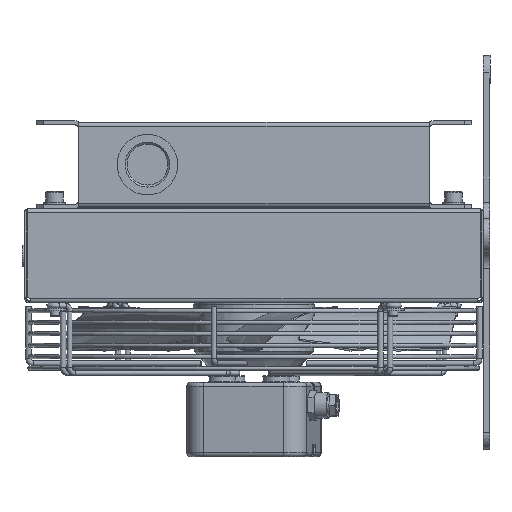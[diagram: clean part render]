
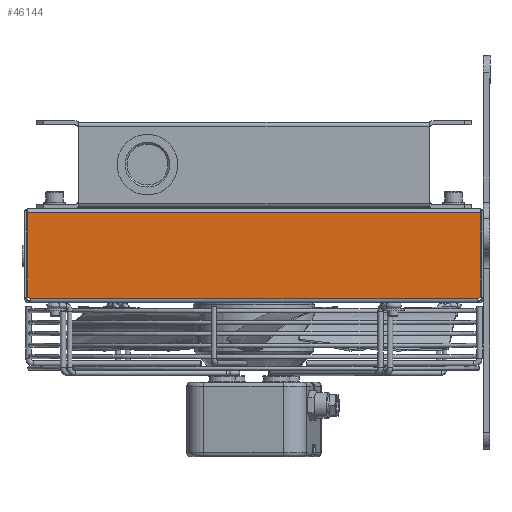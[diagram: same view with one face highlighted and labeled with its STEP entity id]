
A CAD part, left-side view. The second image highlights one B-rep face of the part: STEP entity #46144.
In plain terms, the highlighted planar face has unit normal (-1, 0, 0).
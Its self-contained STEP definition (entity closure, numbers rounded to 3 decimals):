
#45400=CARTESIAN_POINT('',(-170.0,-166.222,-24.5));
#45401=VERTEX_POINT('',#45400);
#45412=CARTESIAN_POINT('',(-170.0,166.222,-24.5));
#45413=VERTEX_POINT('',#45412);
#45414=CARTESIAN_POINT('',(-170.0,166.222,-24.5));
#45415=DIRECTION('',(0.0,-1.0,0.0));
#45416=VECTOR('',#45415,332.444);
#45417=LINE('',#45414,#45416);
#45418=EDGE_CURVE('',#45413,#45401,#45417,.T.);
#45869=CARTESIAN_POINT('',(-170.,-168.146,39.5));
#45870=VERTEX_POINT('',#45869);
#45889=CARTESIAN_POINT('',(-170.,168.146,39.5));
#45890=VERTEX_POINT('',#45889);
#45901=CARTESIAN_POINT('',(-170.,-168.146,39.5));
#45902=DIRECTION('',(0.0,1.0,0.0));
#45903=VECTOR('',#45902,336.293);
#45904=LINE('',#45901,#45903);
#45905=EDGE_CURVE('',#45870,#45890,#45904,.T.);
#46086=CARTESIAN_POINT('',(-170.0,-168.146,-23.247));
#46087=VERTEX_POINT('',#46086);
#46094=CARTESIAN_POINT('',(-170.0,-168.696,-26.196));
#46095=DIRECTION('',(-1.0,0.0,0.0));
#46096=DIRECTION('',(0.0,0.0,1.0));
#46097=AXIS2_PLACEMENT_3D('',#46094,#46095,#46096);
#46098=CIRCLE('',#46097,3.);
#46099=EDGE_CURVE('',#46087,#45401,#46098,.T.);
#46113=CARTESIAN_POINT('',(-170.,41.745,7.5));
#46114=DIRECTION('',(1.0,0.0,0.0));
#46115=DIRECTION('',(0.0,0.0,-1.0));
#46116=AXIS2_PLACEMENT_3D('',#46113,#46114,#46115);
#46117=PLANE('',#46116);
#46118=ORIENTED_EDGE('',*,*,#46099,.F.);
#46119=CARTESIAN_POINT('',(-170.0,-168.146,-23.247));
#46120=DIRECTION('',(0.0,0.0,1.0));
#46121=VECTOR('',#46120,62.747);
#46122=LINE('',#46119,#46121);
#46123=EDGE_CURVE('',#46087,#45870,#46122,.T.);
#46124=ORIENTED_EDGE('',*,*,#46123,.T.);
#46125=ORIENTED_EDGE('',*,*,#45905,.T.);
#46126=CARTESIAN_POINT('',(-170.0,168.146,-23.247));
#46127=VERTEX_POINT('',#46126);
#46128=CARTESIAN_POINT('',(-170.0,168.146,-23.247));
#46129=DIRECTION('',(0.0,0.0,1.0));
#46130=VECTOR('',#46129,62.747);
#46131=LINE('',#46128,#46130);
#46132=EDGE_CURVE('',#46127,#45890,#46131,.T.);
#46133=ORIENTED_EDGE('',*,*,#46132,.F.);
#46134=CARTESIAN_POINT('',(-170.0,168.696,-26.196));
#46135=DIRECTION('',(-1.0,0.0,0.0));
#46136=DIRECTION('',(0.0,0.0,1.0));
#46137=AXIS2_PLACEMENT_3D('',#46134,#46135,#46136);
#46138=CIRCLE('',#46137,3.);
#46139=EDGE_CURVE('',#45413,#46127,#46138,.T.);
#46140=ORIENTED_EDGE('',*,*,#46139,.F.);
#46141=ORIENTED_EDGE('',*,*,#45418,.T.);
#46142=EDGE_LOOP('',(#46118,#46124,#46125,#46133,#46140,#46141));
#46143=FACE_OUTER_BOUND('',#46142,.T.);
#46144=ADVANCED_FACE('',(#46143),#46117,.F.);
